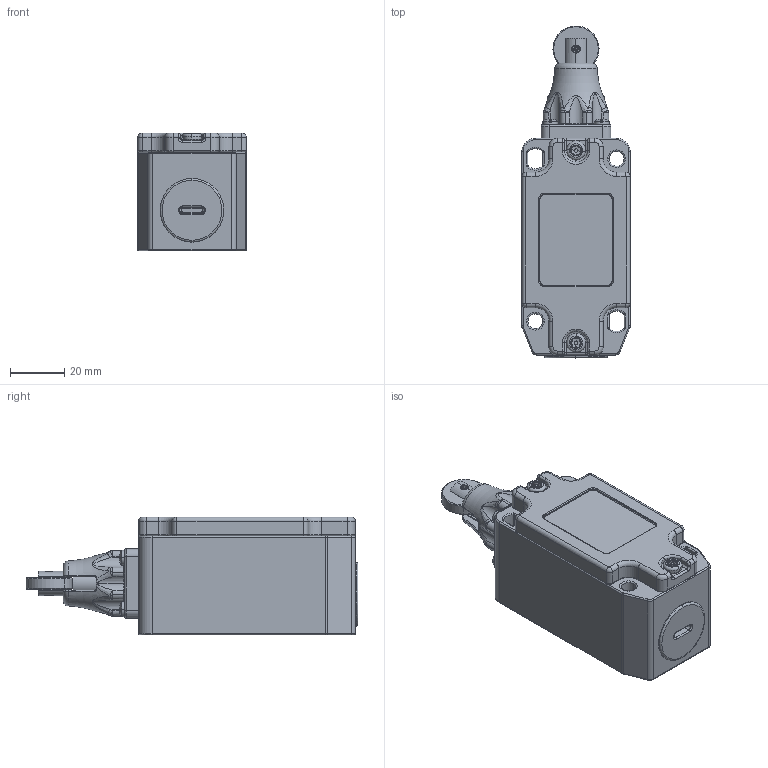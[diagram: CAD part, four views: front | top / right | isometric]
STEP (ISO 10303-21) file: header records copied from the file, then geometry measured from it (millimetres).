
FILE_DESCRIPTION (( 'STEP AP203' ), '1' );
FILE_NAME ('174-HLM (Roller Plunger) step format.STEP', '2014-06-25T08:09:25', ( '' ), ( '' ), 'SwSTEP 2.0', 'SolidWorks 2013', '' );
FILE_SCHEMA (( 'CONFIG_CONTROL_DESIGN' ));
Length unit declared in the file: millimetre
Products named in the file (1): 174-HLM (Roller Plunger) step format
Bounding box: 40 x 122.5 x 43.5 mm (x, y, z)
Volume: 62298.2 mm3; surface area: 45647 mm2
Topology: 14 solids, 14 shells, 2264 faces, 5122 edges, 2907 vertices
Faces by surface type: cylinder 630, plane 556, cone 469, torus 381, bspline 159, sphere 69
Entity records: 69896 total; most frequent: CARTESIAN_POINT 19528, DIRECTION 11224, ORIENTED_EDGE 10124, EDGE_CURVE 5062, AXIS2_PLACEMENT_3D 4529, VERTEX_POINT 2907, CIRCLE 2423, EDGE_LOOP 2379
